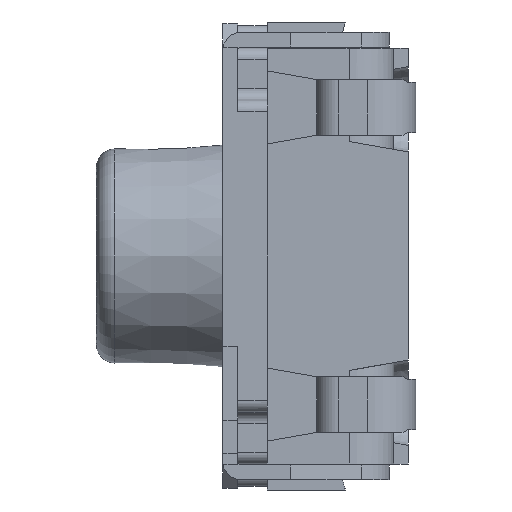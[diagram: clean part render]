
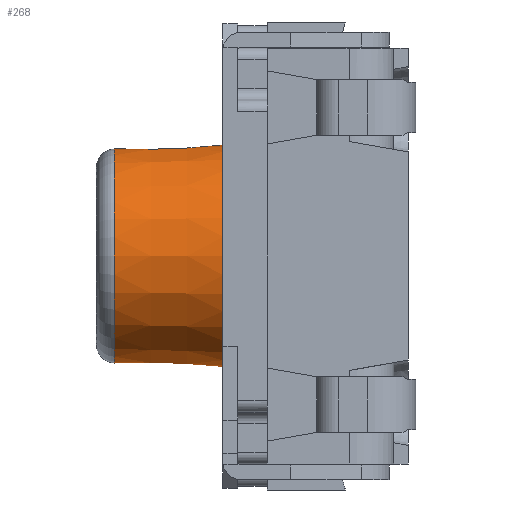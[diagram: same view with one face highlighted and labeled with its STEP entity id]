
A CAD part, left-side view. The second image highlights one B-rep face of the part: STEP entity #268.
In plain terms, the highlighted conical face has half-angle 2 degrees and reference radius 1.468 mm.
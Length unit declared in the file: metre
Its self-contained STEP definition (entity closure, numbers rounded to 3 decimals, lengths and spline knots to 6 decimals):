
#268 = ADVANCED_FACE( '', ( #1022, #1023 ), #1024, .T. );
#1022 = FACE_BOUND( '', #2349, .T. );
#1023 = FACE_OUTER_BOUND( '', #2350, .T. );
#1024 = CONICAL_SURFACE( '', #2351, 0.001468, 0.035 );
#2349 = EDGE_LOOP( '', ( #5001 ) );
#2350 = EDGE_LOOP( '', ( #5002 ) );
#2351 = AXIS2_PLACEMENT_3D( '', #5003, #5004, #5005 );
#5001 = ORIENTED_EDGE( '', *, *, #8301, .F. );
#5002 = ORIENTED_EDGE( '', *, *, #8300, .F. );
#5003 = CARTESIAN_POINT( '', ( 0., 0.001986, 0. ) );
#5004 = DIRECTION( '', ( 0., -1., 0. ) );
#5005 = DIRECTION( '', ( -1., 0., 0. ) );
#8300 = EDGE_CURVE( '', #10393, #10393, #10394, .T. );
#8301 = EDGE_CURVE( '', #10395, #10395, #10396, .T. );
#10393 = VERTEX_POINT( '', #13807 );
#10394 = CIRCLE( '', #13808, 0.001493 );
#10395 = VERTEX_POINT( '', #13809 );
#10396 = CIRCLE( '', #13810, 0.001442 );
#13807 = CARTESIAN_POINT( '', ( -0.001493, 0.001253, 0. ) );
#13808 = AXIS2_PLACEMENT_3D( '', #16382, #16383, #16384 );
#13809 = CARTESIAN_POINT( '', ( -0.001442, 0.002719, 0. ) );
#13810 = AXIS2_PLACEMENT_3D( '', #16385, #16386, #16387 );
#16382 = CARTESIAN_POINT( '', ( 0., 0.001253, 0. ) );
#16383 = DIRECTION( '', ( 0., -1., 0. ) );
#16384 = DIRECTION( '', ( -1., 0., 0. ) );
#16385 = CARTESIAN_POINT( '', ( 0., 0.002719, 0. ) );
#16386 = DIRECTION( '', ( 0., 1., 0. ) );
#16387 = DIRECTION( '', ( -1., 0., 0. ) );
